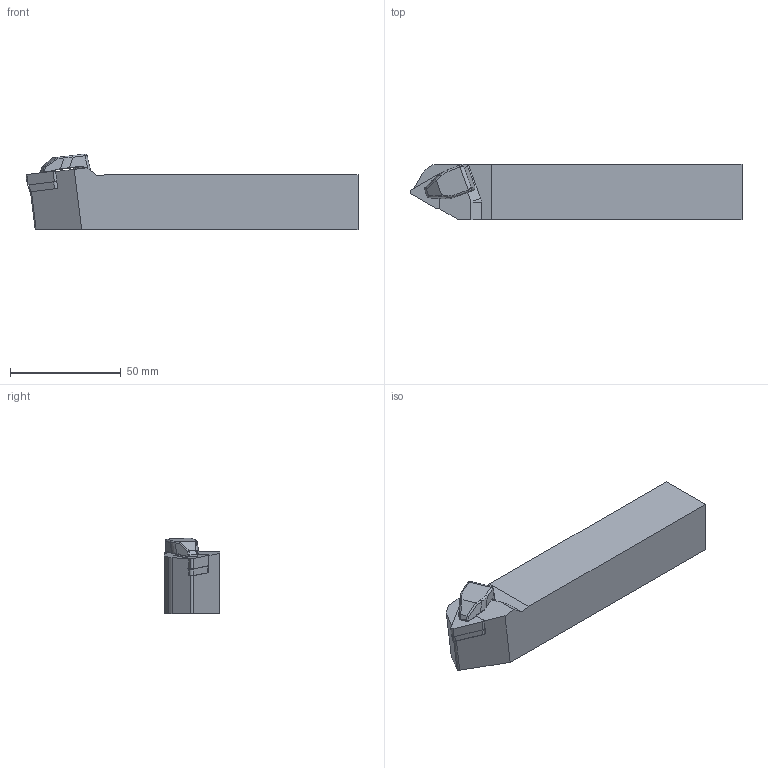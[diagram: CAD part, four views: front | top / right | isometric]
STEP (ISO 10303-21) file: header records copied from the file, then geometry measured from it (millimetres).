
FILE_DESCRIPTION(/* description */ (''),/* implementation_level */ '2;1');
FILE_NAME(/* name */ 'TTENN-2525-M16.stp',/* time_stamp */ '2023-10-17T13:22:42+03:00',/* author */ (''),/* organization */ (''),/* preprocessor_version */ 'ST-DEVELOPER v19.4',/* originating_system */ 'SIEMENS PLM Software NX2306.3001',/* authorisation */ '');
FILE_SCHEMA (('AUTOMOTIVE_DESIGN { 1 0 10303 214 3 1 1 1 }'));
Length unit declared in the file: millimetre
Products named in the file (1): TTENN-2525-M16
Bounding box: 150 x 25 x 34.28 mm (x, y, z)
Volume: 89853.7 mm3; surface area: 16708 mm2
Topology: 2 solids, 2 shells, 117 faces, 291 edges, 177 vertices
Faces by surface type: cylinder 47, plane 46, bspline 19, sphere 2, torus 2, cone 1
Full cylindrical faces by diameter (mm): 3.4 x1, 6 x1
Entity records: 3900 total; most frequent: CARTESIAN_POINT 1130, DIRECTION 588, ORIENTED_EDGE 568, EDGE_CURVE 284, AXIS2_PLACEMENT_3D 217, VERTEX_POINT 177, LINE 154, VECTOR 154
